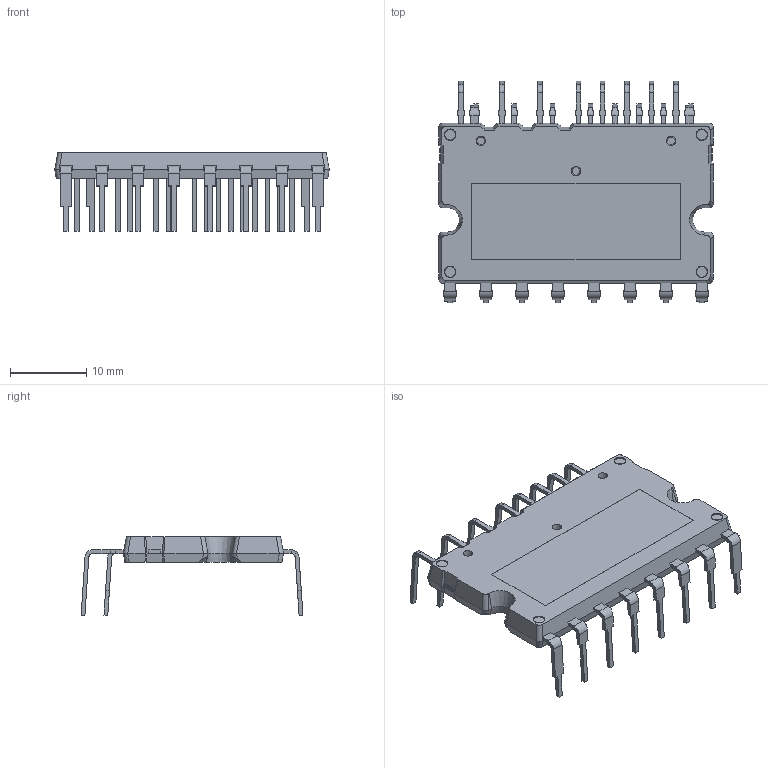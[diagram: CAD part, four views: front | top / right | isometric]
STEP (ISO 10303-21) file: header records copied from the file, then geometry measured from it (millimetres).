
FILE_DESCRIPTION(/* description */ (''),/* implementation_level */ '2;1');
FILE_NAME(/* name */ 'PG-MDIP-24-48_Z8B00195806_V03_3D.stp',/* time_stamp */ '2024-08-13T16:16:56+05:30',/* author */ ('sivamani'),/* organization */ (''),/* preprocessor_version */ 'ST-DEVELOPER v19.2',/* originating_system */ 'AutoCAD Mechanical',/* authorisation */ '');
FILE_SCHEMA (('AUTOMOTIVE_DESIGN { 1 0 10303 214 3 1 1 }'));
Length unit declared in the file: millimetre
Products named in the file (1): Product
Bounding box: 36 x 29.1 x 10.35 mm (x, y, z)
Volume: 2524.6 mm3; surface area: 3122.9 mm2
Topology: 40 solids, 40 shells, 721 faces, 1834 edges, 1206 vertices
Faces by surface type: plane 608, cylinder 78, bspline 18, cone 9, torus 8
Full cylindrical faces by diameter (mm): 0.575 x1, 1.184 x1, 1.25 x2, 1.5 x8
Entity records: 21711 total; most frequent: CARTESIAN_POINT 4132, ORIENTED_EDGE 3668, DIRECTION 3448, EDGE_CURVE 1834, LINE 1556, VECTOR 1556, VERTEX_POINT 1206, AXIS2_PLACEMENT_3D 946
